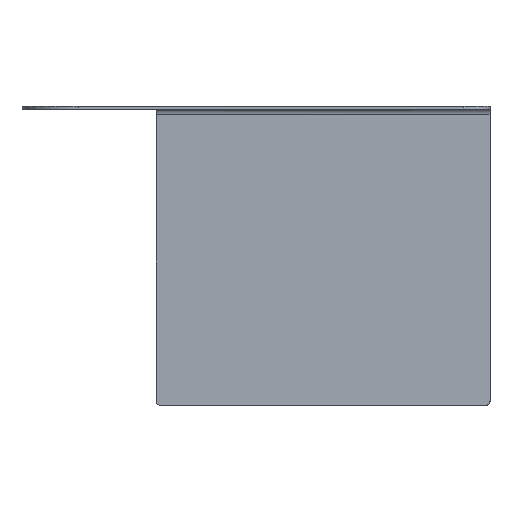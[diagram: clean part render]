
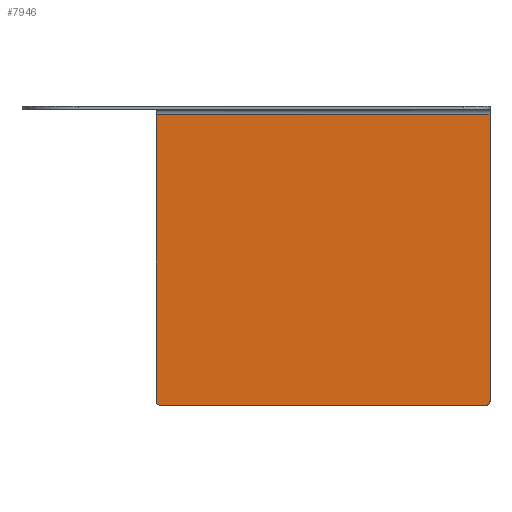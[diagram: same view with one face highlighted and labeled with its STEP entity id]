
A CAD part, top view. The second image highlights one B-rep face of the part: STEP entity #7946.
In plain terms, the highlighted planar face has unit normal (0, 0, 1).
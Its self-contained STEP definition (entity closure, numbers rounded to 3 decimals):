
#1793=DIRECTION('',(-1.,0.,0.));
#1794=VECTOR('',#1793,154.);
#1795=CARTESIAN_POINT('',(190.,-3.8,1.2));
#1796=LINE('',#1795,#1794);
#1844=CARTESIAN_POINT('',(38.,-136.,1.2));
#1845=DIRECTION('',(0.,0.,1.));
#1846=DIRECTION('',(-1.,0.,0.));
#1847=AXIS2_PLACEMENT_3D('',#1844,#1845,#1846);
#1849=DIRECTION('',(0.,1.,0.));
#1850=VECTOR('',#1849,132.2);
#1851=CARTESIAN_POINT('',(36.,-136.,1.2));
#1852=LINE('',#1851,#1850);
#1853=DIRECTION('',(0.,-1.,0.));
#1854=VECTOR('',#1853,132.2);
#1855=CARTESIAN_POINT('',(190.,-3.8,1.2));
#1856=LINE('',#1855,#1854);
#1857=CARTESIAN_POINT('',(188.,-136.,1.2));
#1858=DIRECTION('',(0.,0.,1.));
#1859=DIRECTION('',(0.,-1.,0.));
#1860=AXIS2_PLACEMENT_3D('',#1857,#1858,#1859);
#1862=DIRECTION('',(-1.,0.,0.));
#1863=VECTOR('',#1862,150.);
#1864=CARTESIAN_POINT('',(188.,-138.,1.2));
#1865=LINE('',#1864,#1863);
#5040=CARTESIAN_POINT('',(190.,-3.8,1.2));
#5041=CARTESIAN_POINT('',(36.,-3.8,1.2));
#5042=VERTEX_POINT('',#5040);
#5043=VERTEX_POINT('',#5041);
#5078=CARTESIAN_POINT('',(36.,-136.,1.2));
#5079=VERTEX_POINT('',#5078);
#5080=CARTESIAN_POINT('',(38.,-138.,1.2));
#5081=VERTEX_POINT('',#5080);
#5086=CARTESIAN_POINT('',(188.,-138.,1.2));
#5087=VERTEX_POINT('',#5086);
#5088=CARTESIAN_POINT('',(190.,-136.,1.2));
#5089=VERTEX_POINT('',#5088);
#7931=CARTESIAN_POINT('',(151.034,0.,1.2));
#7932=DIRECTION('',(0.,0.,1.));
#7933=DIRECTION('',(-1.,0.,0.));
#7934=AXIS2_PLACEMENT_3D('',#7931,#7932,#7933);
#7935=PLANE('',#7934);
#7936=ORIENTED_EDGE('',*,*,#7893,.F.);
#7937=ORIENTED_EDGE('',*,*,#7880,.T.);
#7938=ORIENTED_EDGE('',*,*,#7837,.F.);
#7940=ORIENTED_EDGE('',*,*,#7939,.T.);
#7942=ORIENTED_EDGE('',*,*,#7941,.F.);
#7943=ORIENTED_EDGE('',*,*,#7923,.T.);
#7944=EDGE_LOOP('',(#7936,#7937,#7938,#7940,#7942,#7943));
#7945=FACE_OUTER_BOUND('',#7944,.F.);
#7946=ADVANCED_FACE('',(#7945),#7935,.T.);
#1848=CIRCLE('',#1847,2.);
#1861=CIRCLE('',#1860,2.);
#7837=EDGE_CURVE('',#5042,#5043,#1796,.T.);
#7880=EDGE_CURVE('',#5079,#5043,#1852,.T.);
#7893=EDGE_CURVE('',#5079,#5081,#1848,.T.);
#7923=EDGE_CURVE('',#5087,#5081,#1865,.T.);
#7939=EDGE_CURVE('',#5042,#5089,#1856,.T.);
#7941=EDGE_CURVE('',#5087,#5089,#1861,.T.);
